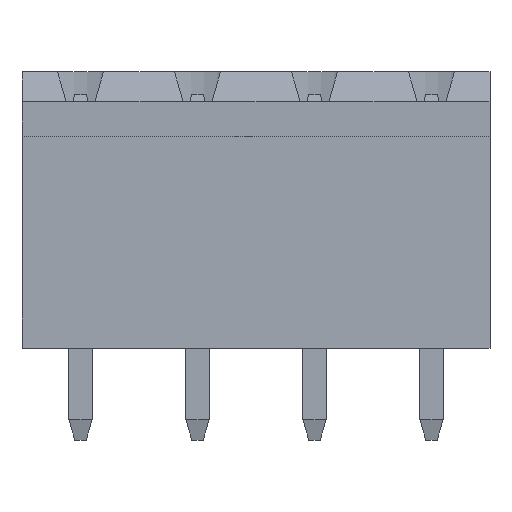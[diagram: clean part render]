
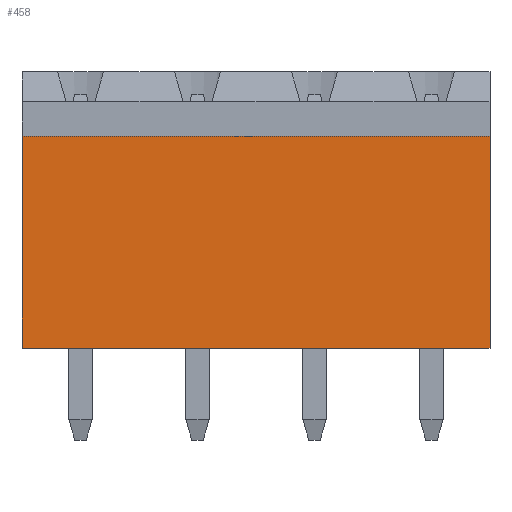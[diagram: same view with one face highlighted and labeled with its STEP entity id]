
A CAD part, front view. The second image highlights one B-rep face of the part: STEP entity #458.
In plain terms, the highlighted planar face has unit normal (0, -1, 0).
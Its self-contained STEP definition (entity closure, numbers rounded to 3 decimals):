
#458 = ADVANCED_FACE( '', ( #938 ), #939, .T. );
#938 = FACE_OUTER_BOUND( '', #1451, .T. );
#939 = PLANE( '', #1452 );
#1451 = EDGE_LOOP( '', ( #2636, #2637, #2638, #2639 ) );
#1452 = AXIS2_PLACEMENT_3D( '', #2640, #2641, #2642 );
#2636 = ORIENTED_EDGE( '', *, *, #3604, .F. );
#2637 = ORIENTED_EDGE( '', *, *, #3329, .F. );
#2638 = ORIENTED_EDGE( '', *, *, #3485, .F. );
#2639 = ORIENTED_EDGE( '', *, *, #3568, .T. );
#2640 = CARTESIAN_POINT( '', ( 11.16, -4.05, -6. ) );
#2641 = DIRECTION( '', ( 0., -1., 0. ) );
#2642 = DIRECTION( '', ( 0., 0., -1. ) );
#3329 = EDGE_CURVE( '', #4056, #4049, #4058, .T. );
#3485 = EDGE_CURVE( '', #4309, #4056, #4311, .T. );
#3568 = EDGE_CURVE( '', #4309, #4426, #4429, .T. );
#3604 = EDGE_CURVE( '', #4049, #4426, #4478, .T. );
#4049 = VERTEX_POINT( '', #5076 );
#4056 = VERTEX_POINT( '', #5087 );
#4058 = LINE( '', #5090, #5091 );
#4309 = VERTEX_POINT( '', #5457 );
#4311 = LINE( '', #5460, #5461 );
#4426 = VERTEX_POINT( '', #5631 );
#4429 = LINE( '', #5635, #5636 );
#4478 = LINE( '', #5709, #5710 );
#5076 = CARTESIAN_POINT( '', ( -10.16, -4.05, -6. ) );
#5087 = CARTESIAN_POINT( '', ( 10.16, -4.05, -6. ) );
#5090 = CARTESIAN_POINT( '', ( 11.16, -4.05, -6. ) );
#5091 = VECTOR( '', #6126, 1000. );
#5457 = CARTESIAN_POINT( '', ( 10.16, -4.05, 3.2 ) );
#5460 = CARTESIAN_POINT( '', ( 10.16, -4.05, -6. ) );
#5461 = VECTOR( '', #6282, 1000. );
#5631 = CARTESIAN_POINT( '', ( -10.16, -4.05, 3.2 ) );
#5635 = CARTESIAN_POINT( '', ( 11.16, -4.05, 3.2 ) );
#5636 = VECTOR( '', #6354, 1000. );
#5709 = CARTESIAN_POINT( '', ( -10.16, -4.05, -6. ) );
#5710 = VECTOR( '', #6382, 1000. );
#6126 = DIRECTION( '', ( -1., 0., 0. ) );
#6282 = DIRECTION( '', ( 0., 0., -1. ) );
#6354 = DIRECTION( '', ( -1., 0., 0. ) );
#6382 = DIRECTION( '', ( 0., 0., 1. ) );
